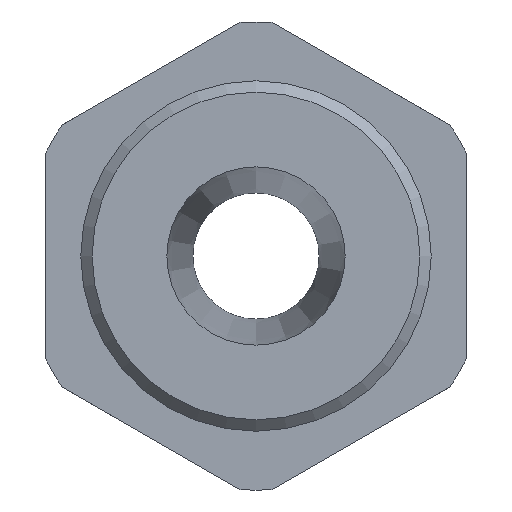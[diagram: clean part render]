
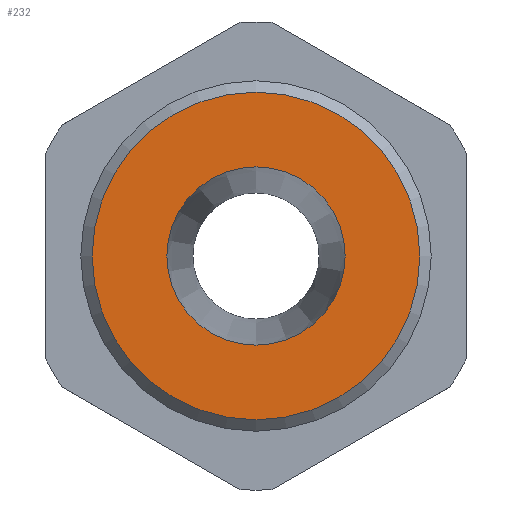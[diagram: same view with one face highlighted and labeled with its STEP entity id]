
A CAD part, left-side view. The second image highlights one B-rep face of the part: STEP entity #232.
In plain terms, the highlighted planar face has unit normal (-1, 0, 0).
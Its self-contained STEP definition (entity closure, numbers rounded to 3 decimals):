
#232 = ADVANCED_FACE( '', ( #481, #482 ), #483, .T. );
#481 = FACE_BOUND( '', #732, .T. );
#482 = FACE_OUTER_BOUND( '', #733, .T. );
#483 = PLANE( '', #734 );
#732 = EDGE_LOOP( '', ( #1350 ) );
#733 = EDGE_LOOP( '', ( #1351 ) );
#734 = AXIS2_PLACEMENT_3D( '', #1352, #1353, #1354 );
#1350 = ORIENTED_EDGE( '', *, *, #1473, .T. );
#1351 = ORIENTED_EDGE( '', *, *, #1673, .F. );
#1352 = CARTESIAN_POINT( '', ( 0., 11.69, 0. ) );
#1353 = DIRECTION( '', ( -1., 0., 0. ) );
#1354 = DIRECTION( '', ( 0., 0., 1. ) );
#1473 = EDGE_CURVE( '', #1759, #1759, #1760, .T. );
#1673 = EDGE_CURVE( '', #2048, #2048, #2049, .T. );
#1759 = VERTEX_POINT( '', #2185 );
#1760 = CIRCLE( '', #2186, 6.36 );
#2048 = VERTEX_POINT( '', #2655 );
#2049 = CIRCLE( '', #2656, 11.69 );
#2185 = CARTESIAN_POINT( '', ( 0., 0., -6.36 ) );
#2186 = AXIS2_PLACEMENT_3D( '', #2727, #2728, #2729 );
#2655 = CARTESIAN_POINT( '', ( 0., 0., -11.69 ) );
#2656 = AXIS2_PLACEMENT_3D( '', #2956, #2957, #2958 );
#2727 = CARTESIAN_POINT( '', ( 0., 0., 0. ) );
#2728 = DIRECTION( '', ( 1., 0., 0. ) );
#2729 = DIRECTION( '', ( 0., 0., -1. ) );
#2956 = CARTESIAN_POINT( '', ( 0., 0., 0. ) );
#2957 = DIRECTION( '', ( 1., 0., 0. ) );
#2958 = DIRECTION( '', ( 0., 0., -1. ) );
